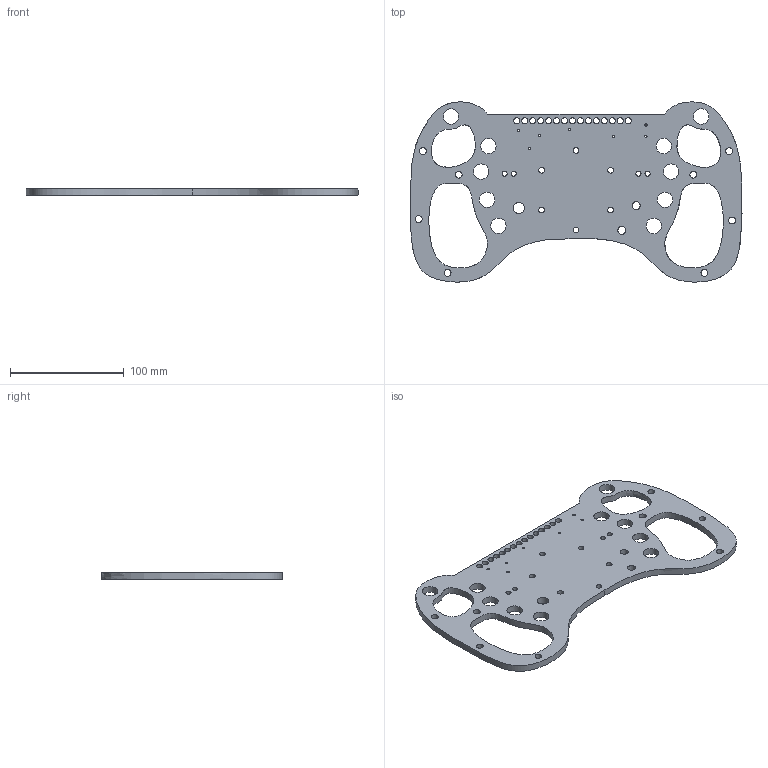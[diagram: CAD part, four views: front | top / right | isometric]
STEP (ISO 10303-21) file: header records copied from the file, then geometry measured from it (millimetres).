
FILE_DESCRIPTION(('FreeCAD Model'),'2;1');
FILE_NAME('Open CASCADE Shape Model','2025-07-29T14:11:47',(''),(''), 'Open CASCADE STEP processor 7.8','FreeCAD','Unknown');
FILE_SCHEMA(('AUTOMOTIVE_DESIGN { 1 0 10303 214 1 1 1 1 }'));
Length unit declared in the file: millimetre
Products named in the file (1): Pad
Bounding box: 291.82 x 158.43 x 6 mm (x, y, z)
Volume: 165214.4 mm3; surface area: 70283.5 mm2
Topology: 1 solids, 1 shells, 62 faces, 180 edges, 120 vertices
Faces by surface type: cylinder 53, extrusion 6, plane 3
Full cylindrical faces by diameter (mm): 2 x7, 4.5 x4, 5 x6, 5.25 x15, 6 x8, 7 x2, 10 x1, 13.6 x10
Entity records: 3134 total; most frequent: CARTESIAN_POINT 1161, DIRECTION 394, ORIENTED_EDGE 360, EDGE_CURVE 180, FACE_BOUND 176, EDGE_LOOP 176, AXIS2_PLACEMENT_3D 163, VERTEX_POINT 120
